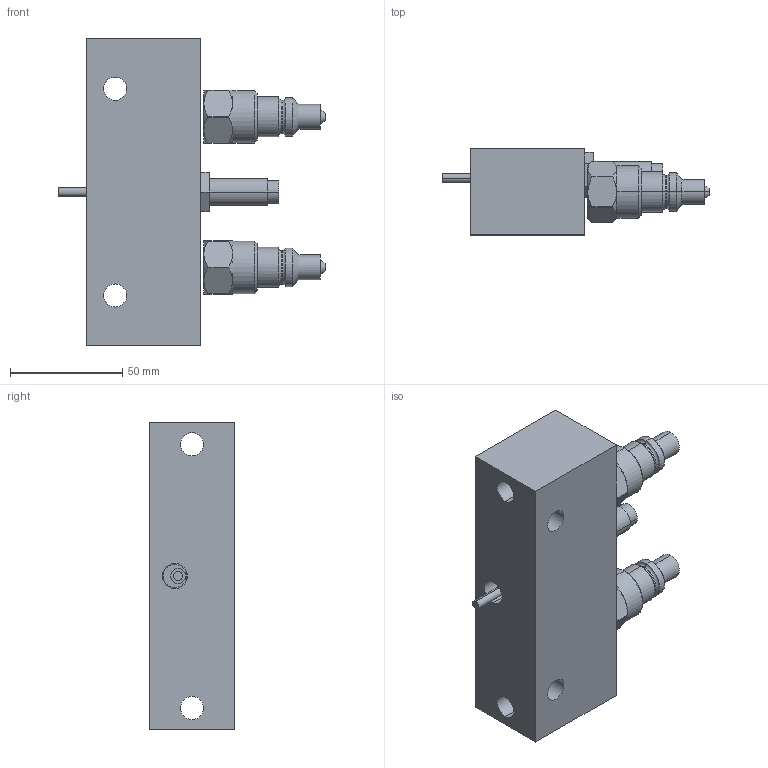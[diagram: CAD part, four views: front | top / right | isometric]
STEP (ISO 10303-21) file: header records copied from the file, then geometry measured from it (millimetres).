
FILE_DESCRIPTION((''),'1');
FILE_NAME('56000505_SW0001','2003-04-07T',('kr'),(''),'PRO/ENGINEER BY PARAMETRIC TECHNOLOGY CORPORATION, 2000090','PRO/ENGINEER BY PARAMETRIC TECHNOLOGY CORPORATION, 2000090','');
FILE_SCHEMA(('CONFIG_CONTROL_DESIGN'));
Length unit declared in the file: inch
Products named in the file (1): 56000505_SW0001
Bounding box: 118.97 x 38.1 x 136.65 mm (x, y, z)
Volume: 268322.7 mm3; surface area: 48204.8 mm2
Topology: 3 solids, 3 shells, 172 faces, 392 edges, 246 vertices
Faces by surface type: cylinder 75, plane 53, cone 36, torus 8
Entity records: 5116 total; most frequent: CARTESIAN_POINT 1090, DIRECTION 894, ORIENTED_EDGE 776, EDGE_CURVE 388, AXIS2_PLACEMENT_3D 368, VERTEX_POINT 246, EDGE_LOOP 206, CIRCLE 196
